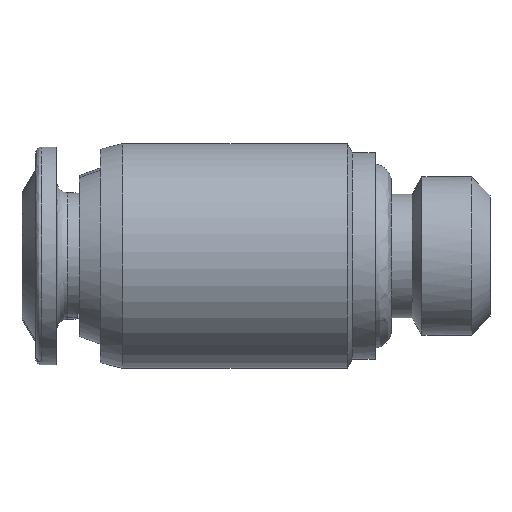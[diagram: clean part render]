
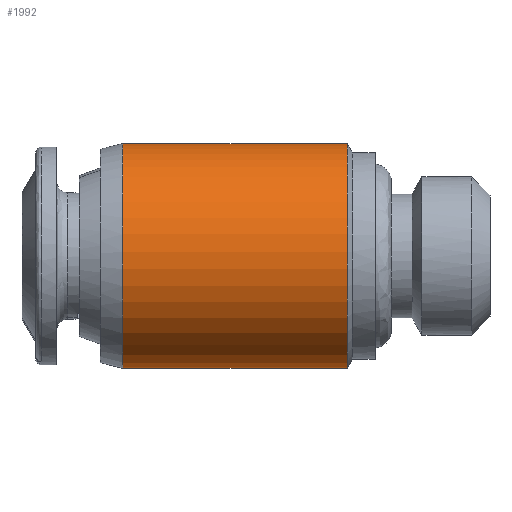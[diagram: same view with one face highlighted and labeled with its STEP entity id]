
A CAD part, left-side view. The second image highlights one B-rep face of the part: STEP entity #1992.
In plain terms, the highlighted free-form (B-spline) face has degree [1, 3] with [2, 4] control points.
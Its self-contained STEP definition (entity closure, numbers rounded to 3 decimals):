
#298 = CARTESIAN_POINT ( 'NONE',  ( 0., 6.231, 4.899 ) ) ;
#390 = CARTESIAN_POINT ( 'NONE',  ( 0., 6.231, 4.899 ) ) ;
#411 =( BOUNDED_SURFACE ( )  B_SPLINE_SURFACE ( 1, 3, ( 
 ( #2002, #2721, #542, #1964 ),
 ( #2247, #1033, #2458, #2712 ) ),
 .UNSPECIFIED., .F., .F., .T. ) 
 B_SPLINE_SURFACE_WITH_KNOTS ( ( 2, 2 ),
 ( 4, 4 ),
 ( 0., 1. ),
 ( 0., 1. ),
 .UNSPECIFIED. ) 
 GEOMETRIC_REPRESENTATION_ITEM ( )  RATIONAL_B_SPLINE_SURFACE ( (
 ( 1., 0.333, 0.333, 1.),
 ( 1., 0.333, 0.333, 1.) ) ) 
 REPRESENTATION_ITEM ( '' )  SURFACE ( )  );
#429 = CARTESIAN_POINT ( 'NONE',  ( 0., 16., -4.899 ) ) ;
#542 = CARTESIAN_POINT ( 'NONE',  ( -9.799, 16., -4.899 ) ) ;
#554 = CARTESIAN_POINT ( 'NONE',  ( 0., 16., 4.899 ) ) ;
#606 =( BOUNDED_CURVE ( )  B_SPLINE_CURVE ( 3, ( #429, #2127, #2654, #2620 ),
 .UNSPECIFIED., .F., .F. ) 
 B_SPLINE_CURVE_WITH_KNOTS ( ( 4, 4 ),
 ( -3.142, 0. ),
 .UNSPECIFIED. ) 
 CURVE ( )  GEOMETRIC_REPRESENTATION_ITEM ( )  RATIONAL_B_SPLINE_CURVE ( ( 1., 0.333, 0.333, 1. ) ) 
 REPRESENTATION_ITEM ( '' )  );
#697 = CARTESIAN_POINT ( 'NONE',  ( 0., 16., 4.899 ) ) ;
#748 = VERTEX_POINT ( 'NONE', #3128 ) ;
#846 = EDGE_LOOP ( 'NONE', ( #1809, #2537, #1776, #2630 ) ) ;
#1033 = CARTESIAN_POINT ( 'NONE',  ( -9.799, 6.231, 4.899 ) ) ;
#1096 = CARTESIAN_POINT ( 'NONE',  ( -9.799, 6.231, 4.899 ) ) ;
#1101 = CARTESIAN_POINT ( 'NONE',  ( 0., 16., -4.899 ) ) ;
#1110 = CARTESIAN_POINT ( 'NONE',  ( -9.799, 6.231, -4.899 ) ) ;
#1580 = CARTESIAN_POINT ( 'NONE',  ( 0., 6.231, -4.899 ) ) ;
#1613 = FACE_OUTER_BOUND ( 'NONE', #846, .T. ) ;
#1686 = B_SPLINE_CURVE_WITH_KNOTS ( 'NONE', 1,
 ( #1983, #1993 ),
 .UNSPECIFIED., .F., .F.,
 ( 2, 2 ),
 ( -1., 0. ),
 .UNSPECIFIED. ) ;
#1776 = ORIENTED_EDGE ( 'NONE', *, *, #3075, .T. ) ;
#1809 = ORIENTED_EDGE ( 'NONE', *, *, #2506, .F. ) ;
#1837 = EDGE_CURVE ( 'NONE', #2245, #748, #2798, .T. ) ;
#1964 = CARTESIAN_POINT ( 'NONE',  ( 0., 16., -4.899 ) ) ;
#1983 = CARTESIAN_POINT ( 'NONE',  ( 0., 6.231, -4.899 ) ) ;
#1992 = ADVANCED_FACE ( 'NONE', ( #1613 ), #411, .F. ) ;
#1993 = CARTESIAN_POINT ( 'NONE',  ( 0., 16., -4.899 ) ) ;
#2002 = CARTESIAN_POINT ( 'NONE',  ( 0., 16., 4.899 ) ) ;
#2127 = CARTESIAN_POINT ( 'NONE',  ( -9.799, 16., -4.899 ) ) ;
#2172 =( BOUNDED_CURVE ( )  B_SPLINE_CURVE ( 3, ( #1580, #1110, #1096, #390 ),
 .UNSPECIFIED., .F., .T. ) 
 B_SPLINE_CURVE_WITH_KNOTS ( ( 4, 4 ),
 ( -3.142, 0. ),
 .UNSPECIFIED. ) 
 CURVE ( )  GEOMETRIC_REPRESENTATION_ITEM ( )  RATIONAL_B_SPLINE_CURVE ( ( 1., 0.333, 0.333, 1. ) ) 
 REPRESENTATION_ITEM ( '' )  );
#2245 = VERTEX_POINT ( 'NONE', #697 ) ;
#2247 = CARTESIAN_POINT ( 'NONE',  ( 0., 6.231, 4.899 ) ) ;
#2301 = VERTEX_POINT ( 'NONE', #2499 ) ;
#2362 = EDGE_CURVE ( 'NONE', #2301, #2662, #1686, .T. ) ;
#2458 = CARTESIAN_POINT ( 'NONE',  ( -9.799, 6.231, -4.899 ) ) ;
#2499 = CARTESIAN_POINT ( 'NONE',  ( 0., 6.231, -4.899 ) ) ;
#2506 = EDGE_CURVE ( 'NONE', #2662, #2245, #606, .T. ) ;
#2537 = ORIENTED_EDGE ( 'NONE', *, *, #2362, .F. ) ;
#2620 = CARTESIAN_POINT ( 'NONE',  ( 0., 16., 4.899 ) ) ;
#2630 = ORIENTED_EDGE ( 'NONE', *, *, #1837, .F. ) ;
#2654 = CARTESIAN_POINT ( 'NONE',  ( -9.799, 16., 4.899 ) ) ;
#2662 = VERTEX_POINT ( 'NONE', #1101 ) ;
#2712 = CARTESIAN_POINT ( 'NONE',  ( 0., 6.231, -4.899 ) ) ;
#2721 = CARTESIAN_POINT ( 'NONE',  ( -9.799, 16., 4.899 ) ) ;
#2798 = B_SPLINE_CURVE_WITH_KNOTS ( 'NONE', 1,
 ( #554, #298 ),
 .UNSPECIFIED., .F., .F.,
 ( 2, 2 ),
 ( -1., 0. ),
 .UNSPECIFIED. ) ;
#3075 = EDGE_CURVE ( 'NONE', #2301, #748, #2172, .T. ) ;
#3128 = CARTESIAN_POINT ( 'NONE',  ( 0., 6.231, 4.899 ) ) ;
